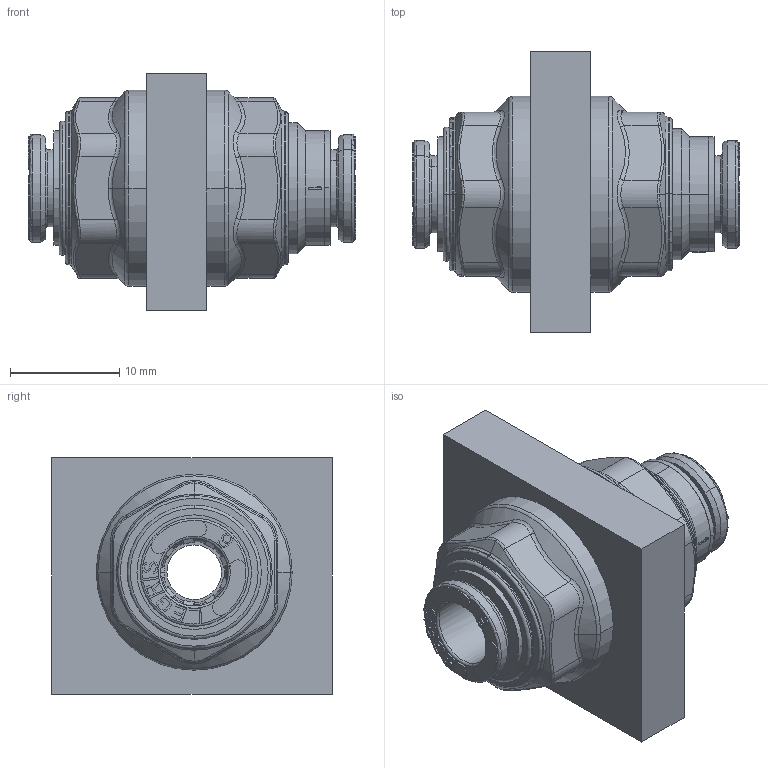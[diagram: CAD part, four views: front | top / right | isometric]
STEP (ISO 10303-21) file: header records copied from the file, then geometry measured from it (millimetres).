
FILE_DESCRIPTION(('STEP AP214'),'1');
FILE_NAME('6816_06_00.stp','2016-07-07T14:44:14',('TraceParts'),('TraceParts S.A.'),'Spatial InterOp 3D',' ',' ');
FILE_SCHEMA(('automotive_design'));
Length unit declared in the file: millimetre
Products named in the file (16): 6816 06 00|44106-64_ASM_1436#44106-64_ASM|44106-26_1432#44106-26;Solide1; 6816 06 00|44106-64_ASM_1436#44106-64_ASM|44106_1433#44106;Solide1; 6816 06 00|44106-64_ASM_1436#44106-64_ASM|44106-27_1434#44106-27;Solide1; 6816 06 00|44106-64_ASM_1436#44106-64_ASM|44126-20_1435#44126-20;Solide1; 6816 06 00|44106-64_ASM_1437#44106-64_ASM|44106-26_1432#44106-26;Solide1; 6816 06 00|44106-64_ASM_1437#44106-64_ASM|44106_1433#44106;Solide1; 6816 06 00|44106-64_ASM_1437#44106-64_ASM|44106-27_1434#44106-27;Solide1; 6816 06 00|44106-64_ASM_1437#44106-64_ASM|44126-20_1435#44126-20;Solide1; 6816 06 00|44517-26_ASM_1441#44517-26_ASM|44517-20_1439#44517-20;Solide1; 6816 06 00|44517-26_ASM_1441#44517-26_ASM|23040_ASM_D12_D15-9_LG1-78_1440#23040_ASM_D12_D15-9_LG1-78;Solide1; 6816 06 00|44517-26_ASM_1443#44517-26_ASM|44517-20_1439#44517-20;Solide1; 6816 06 00|44517-26_ASM_1443#44517-26_ASM|23040_ASM_D12_D15-9_LG1-78_1440#23040_ASM_D12_D15-9_LG1-78;Solide1; 6816 06 00|44516-19_1430#44516-19;Solide1; 6816 06 00|44106-11-10-ASM_1431#44106-11-10-ASM;Solide1; 6816 06 00|44106-11-10_1438#44106-11-10;Solide1; 6816 06 00|N116-56-00-CLOISON_1442#N116-56-00-CLOISON;Solide1
Bounding box: 29.99 x 25.72 x 21.65 mm (x, y, z)
Volume: 5894.7 mm3; surface area: 7969.7 mm2
Topology: 16 solids, 16 shells, 1352 faces, 3487 edges, 2200 vertices
Faces by surface type: plane 627, cylinder 229, bspline 172, cone 168, torus 148, sphere 8
Entity records: 62524 total; most frequent: CARTESIAN_POINT 18845, ORIENTED_EDGE 6958, DIRECTION 6597, EDGE_CURVE 3479, AXIS2_PLACEMENT_3D 2310, VERTEX_POINT 2200, LINE 1977, VECTOR 1977
